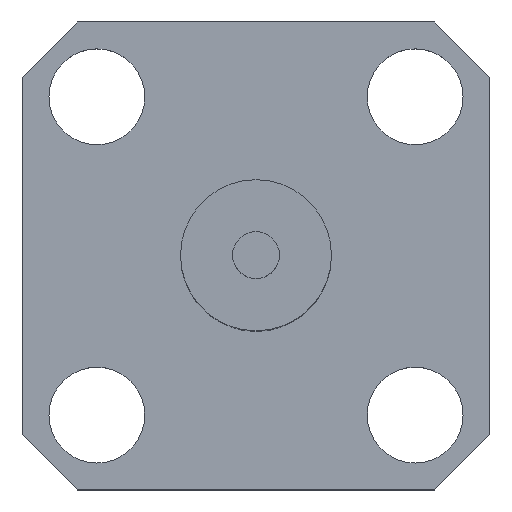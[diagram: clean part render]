
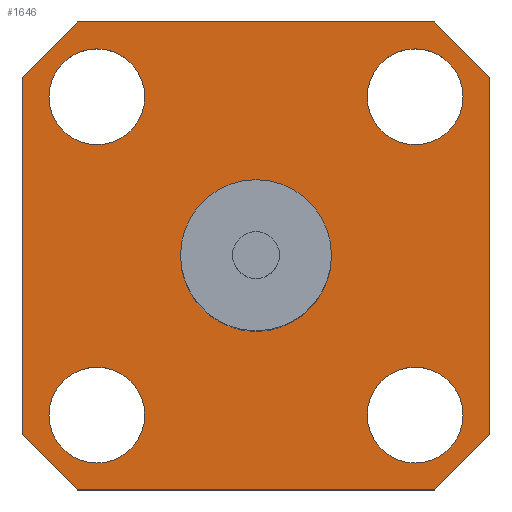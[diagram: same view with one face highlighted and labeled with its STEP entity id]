
A CAD part, top view. The second image highlights one B-rep face of the part: STEP entity #1646.
In plain terms, the highlighted planar face has unit normal (0, 0, 1).
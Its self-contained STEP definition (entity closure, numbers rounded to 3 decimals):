
#91=CARTESIAN_POINT('',(-4.32,4.32,1.5));
#92=DIRECTION('',(0.,0.,-1.));
#93=DIRECTION('',(1.,0.,0.));
#94=AXIS2_PLACEMENT_3D('',#91,#92,#93);
#96=CARTESIAN_POINT('',(-4.32,4.32,1.5));
#97=DIRECTION('',(0.,0.,-1.));
#98=DIRECTION('',(-1.,0.,0.));
#99=AXIS2_PLACEMENT_3D('',#96,#97,#98);
#101=CARTESIAN_POINT('',(4.32,4.32,1.5));
#102=DIRECTION('',(0.,0.,-1.));
#103=DIRECTION('',(1.,0.,0.));
#104=AXIS2_PLACEMENT_3D('',#101,#102,#103);
#106=CARTESIAN_POINT('',(4.32,4.32,1.5));
#107=DIRECTION('',(0.,0.,-1.));
#108=DIRECTION('',(-1.,0.,0.));
#109=AXIS2_PLACEMENT_3D('',#106,#107,#108);
#111=CARTESIAN_POINT('',(-4.32,-4.32,1.5));
#112=DIRECTION('',(0.,0.,-1.));
#113=DIRECTION('',(1.,0.,0.));
#114=AXIS2_PLACEMENT_3D('',#111,#112,#113);
#116=CARTESIAN_POINT('',(-4.32,-4.32,1.5));
#117=DIRECTION('',(0.,0.,-1.));
#118=DIRECTION('',(-1.,0.,0.));
#119=AXIS2_PLACEMENT_3D('',#116,#117,#118);
#121=CARTESIAN_POINT('',(4.32,-4.32,1.5));
#122=DIRECTION('',(0.,0.,-1.));
#123=DIRECTION('',(1.,0.,0.));
#124=AXIS2_PLACEMENT_3D('',#121,#122,#123);
#126=CARTESIAN_POINT('',(4.32,-4.32,1.5));
#127=DIRECTION('',(0.,0.,-1.));
#128=DIRECTION('',(-1.,0.,0.));
#129=AXIS2_PLACEMENT_3D('',#126,#127,#128);
#131=DIRECTION('',(-0.707,-0.707,0.));
#132=VECTOR('',#131,2.121);
#133=CARTESIAN_POINT('',(-4.85,6.35,1.5));
#134=LINE('',#133,#132);
#135=DIRECTION('',(-1.,0.,0.));
#136=VECTOR('',#135,9.7);
#137=CARTESIAN_POINT('',(4.85,6.35,1.5));
#138=LINE('',#137,#136);
#139=DIRECTION('',(-0.707,0.707,0.));
#140=VECTOR('',#139,2.121);
#141=CARTESIAN_POINT('',(6.35,4.85,1.5));
#142=LINE('',#141,#140);
#143=DIRECTION('',(0.,1.,0.));
#144=VECTOR('',#143,9.7);
#145=CARTESIAN_POINT('',(6.35,-4.85,1.5));
#146=LINE('',#145,#144);
#147=DIRECTION('',(0.707,0.707,0.));
#148=VECTOR('',#147,2.121);
#149=CARTESIAN_POINT('',(4.85,-6.35,1.5));
#150=LINE('',#149,#148);
#151=DIRECTION('',(1.,0.,0.));
#152=VECTOR('',#151,9.7);
#153=CARTESIAN_POINT('',(-4.85,-6.35,1.5));
#154=LINE('',#153,#152);
#155=DIRECTION('',(0.707,-0.707,0.));
#156=VECTOR('',#155,2.121);
#157=CARTESIAN_POINT('',(-6.35,-4.85,1.5));
#158=LINE('',#157,#156);
#159=DIRECTION('',(0.,-1.,0.));
#160=VECTOR('',#159,9.7);
#161=CARTESIAN_POINT('',(-6.35,4.85,1.5));
#162=LINE('',#161,#160);
#163=CARTESIAN_POINT('',(0.,0.,1.5));
#164=DIRECTION('',(0.,0.,1.));
#165=DIRECTION('',(0.,-1.,0.));
#166=AXIS2_PLACEMENT_3D('',#163,#164,#165);
#168=CARTESIAN_POINT('',(0.,0.,1.5));
#169=DIRECTION('',(0.,0.,1.));
#170=DIRECTION('',(0.,1.,0.));
#171=AXIS2_PLACEMENT_3D('',#168,#169,#170);
#1351=CARTESIAN_POINT('',(-3.02,4.32,1.5));
#1352=CARTESIAN_POINT('',(-5.62,4.32,1.5));
#1353=VERTEX_POINT('',#1351);
#1354=VERTEX_POINT('',#1352);
#1355=CARTESIAN_POINT('',(5.62,4.32,1.5));
#1356=CARTESIAN_POINT('',(3.02,4.32,1.5));
#1357=VERTEX_POINT('',#1355);
#1358=VERTEX_POINT('',#1356);
#1359=CARTESIAN_POINT('',(-3.02,-4.32,1.5));
#1360=CARTESIAN_POINT('',(-5.62,-4.32,1.5));
#1361=VERTEX_POINT('',#1359);
#1362=VERTEX_POINT('',#1360);
#1363=CARTESIAN_POINT('',(5.62,-4.32,1.5));
#1364=CARTESIAN_POINT('',(3.02,-4.32,1.5));
#1365=VERTEX_POINT('',#1363);
#1366=VERTEX_POINT('',#1364);
#1367=CARTESIAN_POINT('',(-4.85,6.35,1.5));
#1368=CARTESIAN_POINT('',(-6.35,4.85,1.5));
#1369=VERTEX_POINT('',#1367);
#1370=VERTEX_POINT('',#1368);
#1371=CARTESIAN_POINT('',(-6.35,-4.85,1.5));
#1372=VERTEX_POINT('',#1371);
#1373=CARTESIAN_POINT('',(-4.85,-6.35,1.5));
#1374=VERTEX_POINT('',#1373);
#1375=CARTESIAN_POINT('',(4.85,-6.35,1.5));
#1376=VERTEX_POINT('',#1375);
#1377=CARTESIAN_POINT('',(6.35,-4.85,1.5));
#1378=VERTEX_POINT('',#1377);
#1379=CARTESIAN_POINT('',(6.35,4.85,1.5));
#1380=VERTEX_POINT('',#1379);
#1381=CARTESIAN_POINT('',(4.85,6.35,1.5));
#1382=VERTEX_POINT('',#1381);
#1407=CARTESIAN_POINT('',(0.,-2.05,1.5));
#1408=CARTESIAN_POINT('',(0.,2.05,1.5));
#1409=VERTEX_POINT('',#1407);
#1410=VERTEX_POINT('',#1408);
#1595=CARTESIAN_POINT('',(0.,0.,1.5));
#1596=DIRECTION('',(0.,0.,1.));
#1597=DIRECTION('',(1.,0.,0.));
#1598=AXIS2_PLACEMENT_3D('',#1595,#1596,#1597);
#1599=PLANE('',#1598);
#1601=ORIENTED_EDGE('',*,*,#1600,.F.);
#1603=ORIENTED_EDGE('',*,*,#1602,.F.);
#1605=ORIENTED_EDGE('',*,*,#1604,.F.);
#1607=ORIENTED_EDGE('',*,*,#1606,.F.);
#1609=ORIENTED_EDGE('',*,*,#1608,.F.);
#1611=ORIENTED_EDGE('',*,*,#1610,.F.);
#1613=ORIENTED_EDGE('',*,*,#1612,.F.);
#1615=ORIENTED_EDGE('',*,*,#1614,.F.);
#1616=EDGE_LOOP('',(#1601,#1603,#1605,#1607,#1609,#1611,#1613,#1615));
#1617=FACE_OUTER_BOUND('',#1616,.F.);
#1619=ORIENTED_EDGE('',*,*,#1618,.F.);
#1621=ORIENTED_EDGE('',*,*,#1620,.F.);
#1622=EDGE_LOOP('',(#1619,#1621));
#1623=FACE_BOUND('',#1622,.F.);
#1625=ORIENTED_EDGE('',*,*,#1624,.F.);
#1627=ORIENTED_EDGE('',*,*,#1626,.F.);
#1628=EDGE_LOOP('',(#1625,#1627));
#1629=FACE_BOUND('',#1628,.F.);
#1631=ORIENTED_EDGE('',*,*,#1630,.F.);
#1633=ORIENTED_EDGE('',*,*,#1632,.F.);
#1634=EDGE_LOOP('',(#1631,#1633));
#1635=FACE_BOUND('',#1634,.F.);
#1636=ORIENTED_EDGE('',*,*,#1575,.F.);
#1637=ORIENTED_EDGE('',*,*,#1589,.F.);
#1638=EDGE_LOOP('',(#1636,#1637));
#1639=FACE_BOUND('',#1638,.F.);
#1641=ORIENTED_EDGE('',*,*,#1640,.T.);
#1643=ORIENTED_EDGE('',*,*,#1642,.T.);
#1644=EDGE_LOOP('',(#1641,#1643));
#1645=FACE_BOUND('',#1644,.F.);
#95=CIRCLE('',#94,1.3);
#100=CIRCLE('',#99,1.3);
#105=CIRCLE('',#104,1.3);
#110=CIRCLE('',#109,1.3);
#115=CIRCLE('',#114,1.3);
#120=CIRCLE('',#119,1.3);
#125=CIRCLE('',#124,1.3);
#130=CIRCLE('',#129,1.3);
#167=CIRCLE('',#166,2.05);
#172=CIRCLE('',#171,2.05);
#1575=EDGE_CURVE('',#1353,#1354,#95,.T.);
#1589=EDGE_CURVE('',#1354,#1353,#100,.T.);
#1600=EDGE_CURVE('',#1369,#1370,#134,.T.);
#1602=EDGE_CURVE('',#1382,#1369,#138,.T.);
#1604=EDGE_CURVE('',#1380,#1382,#142,.T.);
#1606=EDGE_CURVE('',#1378,#1380,#146,.T.);
#1608=EDGE_CURVE('',#1376,#1378,#150,.T.);
#1610=EDGE_CURVE('',#1374,#1376,#154,.T.);
#1612=EDGE_CURVE('',#1372,#1374,#158,.T.);
#1614=EDGE_CURVE('',#1370,#1372,#162,.T.);
#1618=EDGE_CURVE('',#1357,#1358,#105,.T.);
#1620=EDGE_CURVE('',#1358,#1357,#110,.T.);
#1624=EDGE_CURVE('',#1361,#1362,#115,.T.);
#1626=EDGE_CURVE('',#1362,#1361,#120,.T.);
#1630=EDGE_CURVE('',#1365,#1366,#125,.T.);
#1632=EDGE_CURVE('',#1366,#1365,#130,.T.);
#1640=EDGE_CURVE('',#1409,#1410,#167,.T.);
#1642=EDGE_CURVE('',#1410,#1409,#172,.T.);
#1646=ADVANCED_FACE('',(#1617,#1623,#1629,#1635,#1639,#1645),#1599,.T.);
